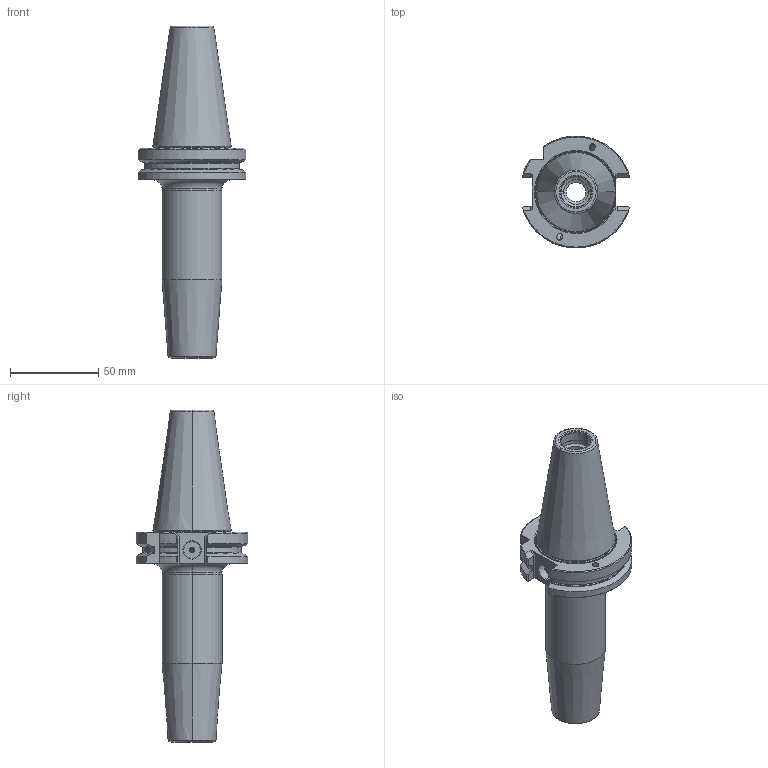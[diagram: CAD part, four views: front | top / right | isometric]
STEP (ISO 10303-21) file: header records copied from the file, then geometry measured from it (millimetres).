
FILE_DESCRIPTION(('no description'),'unknown implementation level');
FILE_NAME('B9C2C23A-8FFB-431E-A334-AD677BC5F7D3_export.stp',' ',('CIMSOURCE GmbH'),('CADClick - KiM GmbH - www.kimweb.de'),'unknown preprocess','ACIS','unknown authorization');
FILE_SCHEMA(('automotive_design'));
Length unit declared in the file: millimetre
Products named in the file (1): NONE
Bounding box: 60.95 x 63.34 x 188.25 mm (x, y, z)
Volume: 168912.4 mm3; surface area: 35773.4 mm2
Topology: 1 solids, 1 shells, 190 faces, 459 edges, 280 vertices
Faces by surface type: cylinder 61, plane 53, cone 46, torus 30
Entity records: 10940 total; most frequent: CARTESIAN_POINT 1321, DIRECTION 946, STYLED_ITEM 928, PRESENTATION_STYLE_ASSIGNMENT 928, COLOUR_RGB 928, ORIENTED_EDGE 914, EDGE_CURVE 457, CURVE_STYLE 457
